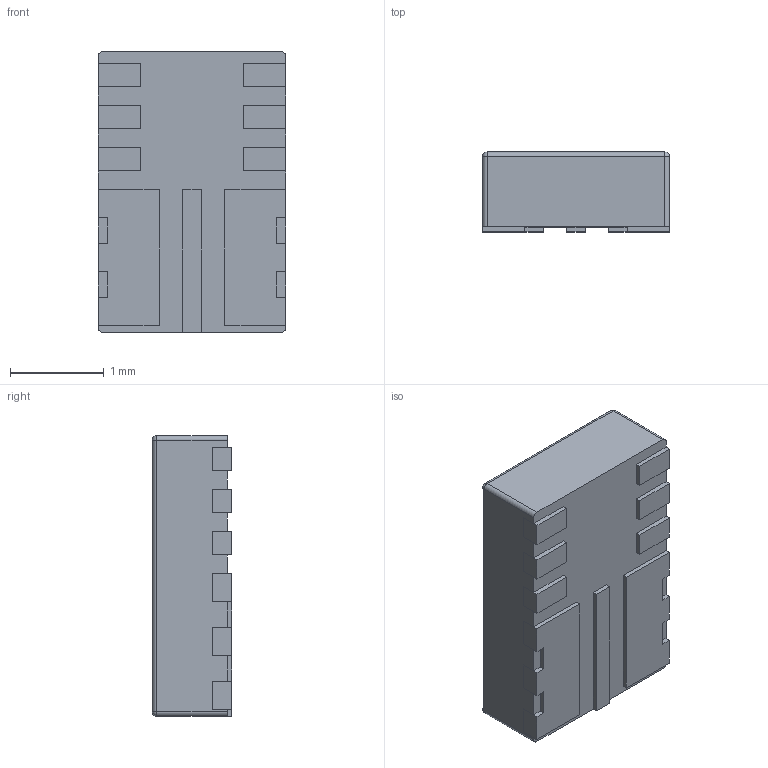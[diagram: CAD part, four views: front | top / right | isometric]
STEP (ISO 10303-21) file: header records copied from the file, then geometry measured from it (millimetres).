
FILE_DESCRIPTION(/* description */ (''),/* implementation_level */ '2;1');
FILE_NAME(/* name */ 'POWERVFDFN13-3.0X2.0.step',/* time_stamp */ '2022-05-19T14:20:41-07:00',/* author */ (''),/* organization */ (''),/* preprocessor_version */ 'ST-DEVELOPER v18.1',/* originating_system */ 'Autodesk Translation Framework v10.14.0.1471',/* authorisation */ '');
FILE_SCHEMA (('AUTOMOTIVE_DESIGN { 1 0 10303 214 3 1 1 }'));
Length unit declared in the file: millimetre
Products named in the file (1): POWERVFDFN13-3.0X2.0
Bounding box: 2 x 0.85 x 3 mm (x, y, z)
Volume: 4.9 mm3; surface area: 31.8 mm2
Topology: 11 solids, 11 shells, 146 faces, 357 edges, 233 vertices
Faces by surface type: plane 132, cylinder 10, sphere 4
Full cylindrical faces by diameter (mm): 0.2 x2
Entity records: 4246 total; most frequent: CARTESIAN_POINT 737, ORIENTED_EDGE 714, DIRECTION 672, EDGE_CURVE 357, LINE 336, VECTOR 336, VERTEX_POINT 233, AXIS2_PLACEMENT_3D 168
